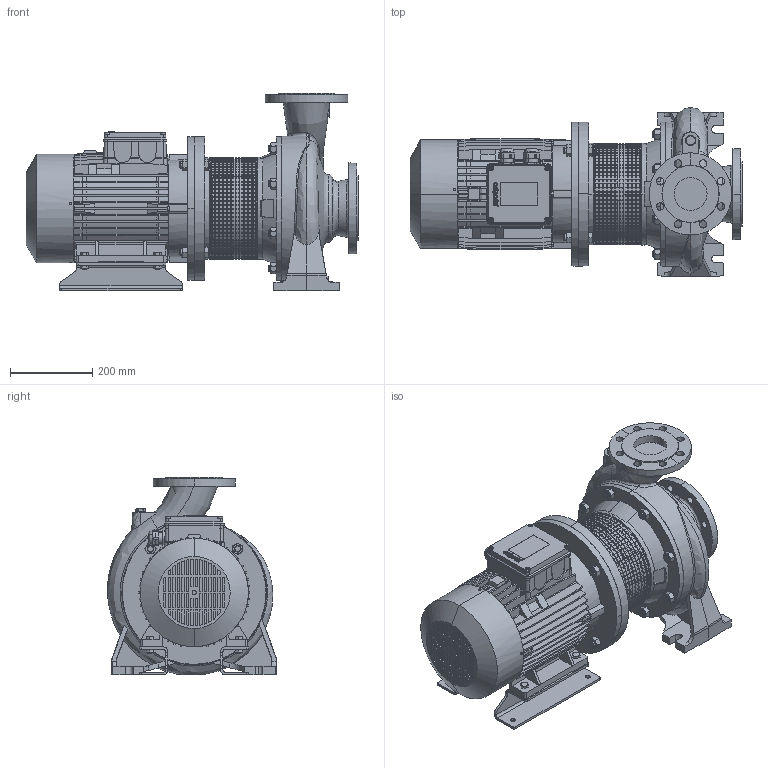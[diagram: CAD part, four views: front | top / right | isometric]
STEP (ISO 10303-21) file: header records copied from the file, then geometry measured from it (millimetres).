
FILE_DESCRIPTION (( 'STEP AP203' ), '1' );
FILE_NAME ('4_93_494_25_REV00.step', '2023-07-24T08:31:35', ( '' ), ( '' ), 'SwSTEP 2.0', 'SolidWorks 2020', '' );
FILE_SCHEMA (( 'CONFIG_CONTROL_DESIGN' ));
Products named in the file (21): Copia di Assieme_ingombro3D^4_93_494_25_REV00; Copia di 2_67_016_semplificato^4_93_494_25_REV00; Copia di Base_ingombro3D^Copia di Assieme_ingombro3D_4_93_494_25_REV00; Copia di NM_89_69x68X298_SX^4_93_494_25_REV00; Copia di 2_67_020^4_93_494_25_REV00; Copia di Assieme_ingombro3D_1^4_93_494_25_REV00; Copia di 1_67_002_132L_M32x1.5^4_93_494_25_REV00; Copia di M16x2_ingombro^4_93_494_25_REV00; Copia di 2_67_018^4_93_494_25_REV00; Copia di Vite_TCB_M5x2000^4_93_494_25_REV00; Copia di M10x35_UNI_5739_ingombri3D^4_93_494_25_REV00; Copia di 0_66_021_semplificato^4_93_494_25_REV00; Copia di 3_66_657_semplificato^4_93_494_25_REV00; Copia di Dado_ingombro3D^Copia di Assieme_ingombro3D_1_4_93_494_25_REV00; Copia di 4_66_599_REV00_pelle^4_93_494_25_REV00; Copia di Tappo G 3_8^4_93_494_25_REV00; Copia di Base_ingombro3D^Copia di Assieme_ingombro3D_1_4_93_494_25_REV00; 4_93_494_25_REV00; Copia di Dado_ingombro3D^Copia di Assieme_ingombro3D_4_93_494_25_REV00; Copia di M10_UNI_5588_ingombro^4_93_494_25_REV00; Copia di M16x60_UNI_5739_ingombri3D^4_93_494_25_REV00
Assembly tree (45 placements, depth 3):
  4_93_494_25_REV00
    Copia di 0_66_021_semplificato^4_93_494_25_REV00
    Copia di Tappo G 3_8^4_93_494_25_REV00  x2
    Copia di 3_66_657_semplificato^4_93_494_25_REV00
    Copia di M16x2_ingombro^4_93_494_25_REV00  x12
    Copia di M16x60_UNI_5739_ingombri3D^4_93_494_25_REV00  x4
    Copia di NM_89_69x68X298_SX^4_93_494_25_REV00  x2
    Copia di M10x35_UNI_5739_ingombri3D^4_93_494_25_REV00  x4
    Copia di M10_UNI_5588_ingombro^4_93_494_25_REV00  x4
    Copia di 2_67_016_semplificato^4_93_494_25_REV00
    Copia di 1_67_002_132L_M32x1.5^4_93_494_25_REV00
    Copia di 2_67_018^4_93_494_25_REV00
    Copia di 2_67_020^4_93_494_25_REV00
    Copia di Vite_TCB_M5x2000^4_93_494_25_REV00  x4
    Copia di Assieme_ingombro3D^4_93_494_25_REV00
      Copia di Base_ingombro3D^Copia di Assieme_ingombro3D_4_93_494_25_REV00
      Copia di Dado_ingombro3D^Copia di Assieme_ingombro3D_4_93_494_25_REV00
    Copia di Assieme_ingombro3D_1^4_93_494_25_REV00
      Copia di Base_ingombro3D^Copia di Assieme_ingombro3D_1_4_93_494_25_REV00
      Copia di Dado_ingombro3D^Copia di Assieme_ingombro3D_1_4_93_494_25_REV00
    Copia di 4_66_599_REV00_pelle^4_93_494_25_REV00
Bounding box: 806.81 x 410.58 x 480 mm (x, y, z)
Volume: 49253670.5 mm3; surface area: 2665650.2 mm2
Topology: 42 solids, 43 shells, 3475 faces, 12809 edges, 9546 vertices
Faces by surface type: bspline 1566, plane 1410, cylinder 499
Entity records: 179866 total; most frequent: CARTESIAN_POINT 83698, ORIENTED_EDGE 19676, DIRECTION 16048, EDGE_CURVE 11545, VERTEX_POINT 8778, LINE 7880, VECTOR 7880, AXIS2_PLACEMENT_3D 4084
